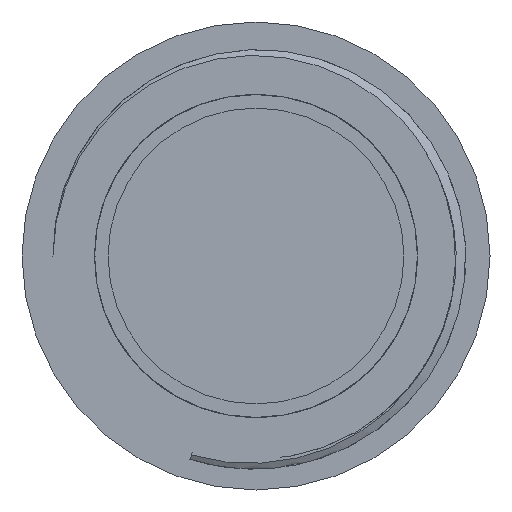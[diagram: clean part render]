
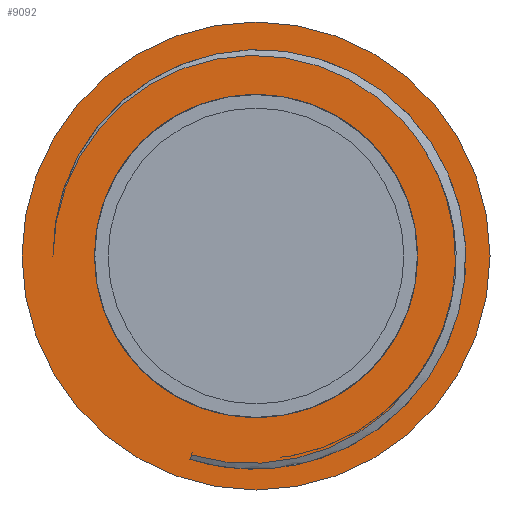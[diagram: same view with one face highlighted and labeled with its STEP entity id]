
A CAD part, left-side view. The second image highlights one B-rep face of the part: STEP entity #9092.
In plain terms, the highlighted planar face has unit normal (-1, 0, 0).
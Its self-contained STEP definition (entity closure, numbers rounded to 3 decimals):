
#3567=CARTESIAN_POINT('',(0.,0.,0.));
#3568=DIRECTION('',(-1.,0.,0.));
#3569=DIRECTION('',(0.,-1.,0.));
#3570=AXIS2_PLACEMENT_3D('',#3567,#3568,#3569);
#3572=CARTESIAN_POINT('',(0.,0.,0.));
#3573=DIRECTION('',(-1.,0.,0.));
#3574=DIRECTION('',(0.,1.,0.));
#3575=AXIS2_PLACEMENT_3D('',#3572,#3573,#3574);
#3577=CARTESIAN_POINT('',(0.,7.55,0.));
#3578=CARTESIAN_POINT('',(0.,7.554,0.37));
#3579=CARTESIAN_POINT('',(0.,7.508,1.103));
#3580=CARTESIAN_POINT('',(0.,7.277,2.194));
#3581=CARTESIAN_POINT('',(0.,6.89,3.235));
#3582=CARTESIAN_POINT('',(0.,6.355,4.211));
#3583=CARTESIAN_POINT('',(0.,5.681,5.102));
#3584=CARTESIAN_POINT('',(0.,4.886,5.882));
#3585=CARTESIAN_POINT('',(0.,3.982,6.542));
#3586=CARTESIAN_POINT('',(0.,2.993,7.062));
#3587=CARTESIAN_POINT('',(0.,1.937,7.434));
#3588=CARTESIAN_POINT('',(0.,0.834,7.648));
#3589=CARTESIAN_POINT('',(0.,-0.285,7.7));
#3590=CARTESIAN_POINT('',(0.,-1.405,7.588));
#3591=CARTESIAN_POINT('',(0.,-2.496,7.314));
#3592=CARTESIAN_POINT('',(0.,-3.536,6.885));
#3593=CARTESIAN_POINT('',(0.,-4.507,6.307));
#3594=CARTESIAN_POINT('',(0.,-5.38,5.597));
#3595=CARTESIAN_POINT('',(0.,-6.146,4.762));
#3596=CARTESIAN_POINT('',(0.,-6.781,3.828));
#3597=CARTESIAN_POINT('',(0.,-7.275,2.808));
#3598=CARTESIAN_POINT('',(0.,-7.617,1.725));
#3599=CARTESIAN_POINT('',(0.,-7.798,0.608));
#3600=CARTESIAN_POINT('',(0.,-7.815,-0.534));
#3601=CARTESIAN_POINT('',(0.,-7.668,-1.656));
#3602=CARTESIAN_POINT('',(0.,-7.357,-2.755));
#3603=CARTESIAN_POINT('',(0.,-6.891,-3.796));
#3604=CARTESIAN_POINT('',(0.,-6.278,-4.762));
#3605=CARTESIAN_POINT('',(0.,-5.528,-5.63));
#3606=CARTESIAN_POINT('',(0.,-4.676,-6.369));
#3607=CARTESIAN_POINT('',(0.,-3.75,-6.964));
#3608=CARTESIAN_POINT('',(0.,-2.84,-7.387));
#3609=CARTESIAN_POINT('',(0.,-2.007,-7.66));
#3610=CARTESIAN_POINT('',(0.,-1.23,-7.829));
#3611=CARTESIAN_POINT('',(0.,-0.489,-7.916));
#3612=CARTESIAN_POINT('',(0.,0.251,-7.935));
#3613=CARTESIAN_POINT('',(0.,1.,-7.884));
#3614=CARTESIAN_POINT('',(0.,1.74,-7.762));
#3615=CARTESIAN_POINT('',(0.,2.22,-7.635));
#3616=CARTESIAN_POINT('',(0.,2.457,-7.561));
#3618=CARTESIAN_POINT('',(0.,7.55,0.));
#3619=CARTESIAN_POINT('',(0.,7.547,0.365));
#3620=CARTESIAN_POINT('',(0.,7.489,1.085));
#3621=CARTESIAN_POINT('',(0.,7.248,2.147));
#3622=CARTESIAN_POINT('',(0.,6.857,3.161));
#3623=CARTESIAN_POINT('',(0.,6.325,4.108));
#3624=CARTESIAN_POINT('',(0.,5.664,4.969));
#3625=CARTESIAN_POINT('',(0.,4.886,5.724));
#3626=CARTESIAN_POINT('',(0.,4.008,6.36));
#3627=CARTESIAN_POINT('',(0.,3.049,6.862));
#3628=CARTESIAN_POINT('',(0.,2.028,7.221));
#3629=CARTESIAN_POINT('',(0.,0.968,7.429));
#3630=CARTESIAN_POINT('',(0.,-0.111,7.483));
#3631=CARTESIAN_POINT('',(0.,-1.185,7.381));
#3632=CARTESIAN_POINT('',(0.,-2.233,7.125));
#3633=CARTESIAN_POINT('',(0.,-3.232,6.722));
#3634=CARTESIAN_POINT('',(0.,-4.161,6.179));
#3635=CARTESIAN_POINT('',(0.,-5.002,5.51));
#3636=CARTESIAN_POINT('',(0.,-5.738,4.725));
#3637=CARTESIAN_POINT('',(0.,-6.146,4.14));
#3638=CARTESIAN_POINT('',(0.,-6.33,3.83));
#3640=CARTESIAN_POINT('',(0.,-6.404,-3.875));
#3641=CARTESIAN_POINT('',(0.,-6.583,-3.559));
#3642=CARTESIAN_POINT('',(0.,-6.889,-2.921));
#3643=CARTESIAN_POINT('',(0.,-7.199,-1.975));
#3644=CARTESIAN_POINT('',(0.,-7.385,-0.989));
#3645=CARTESIAN_POINT('',(0.,-7.439,0.006));
#3646=CARTESIAN_POINT('',(0.,-7.362,1.));
#3647=CARTESIAN_POINT('',(0.,-7.155,1.975));
#3648=CARTESIAN_POINT('',(0.,-6.822,2.915));
#3649=CARTESIAN_POINT('',(0.,-6.51,3.528));
#3650=CARTESIAN_POINT('',(0.,-6.33,3.83));
#3652=CARTESIAN_POINT('',(0.,2.403,-7.396));
#3653=CARTESIAN_POINT('',(0.,2.176,-7.463));
#3654=CARTESIAN_POINT('',(0.,1.717,-7.576));
#3655=CARTESIAN_POINT('',(0.,1.011,-7.682));
#3656=CARTESIAN_POINT('',(0.,0.298,-7.722));
#3657=CARTESIAN_POINT('',(0.,-0.41,-7.697));
#3658=CARTESIAN_POINT('',(0.,-1.117,-7.607));
#3659=CARTESIAN_POINT('',(0.,-1.853,-7.441));
#3660=CARTESIAN_POINT('',(0.,-2.629,-7.183));
#3661=CARTESIAN_POINT('',(0.,-3.468,-6.792));
#3662=CARTESIAN_POINT('',(0.,-4.298,-6.267));
#3663=CARTESIAN_POINT('',(0.,-5.018,-5.666));
#3664=CARTESIAN_POINT('',(0.,-5.587,-5.064));
#3665=CARTESIAN_POINT('',(0.,-6.043,-4.471));
#3666=CARTESIAN_POINT('',(0.,-6.292,-4.073));
#3667=CARTESIAN_POINT('',(0.,-6.404,-3.875));
#3669=DIRECTION('',(0.,-0.309,0.951));
#3670=VECTOR('',#3669,0.173);
#3671=CARTESIAN_POINT('',(0.,2.457,-7.561));
#3672=LINE('',#3671,#3670);
#3686=CARTESIAN_POINT('',(0.,0.,0.));
#3687=DIRECTION('',(1.,0.,0.));
#3688=DIRECTION('',(0.,-1.,0.));
#3689=AXIS2_PLACEMENT_3D('',#3686,#3687,#3688);
#3691=CARTESIAN_POINT('',(0.,0.,0.));
#3692=DIRECTION('',(-1.,0.,0.));
#3693=DIRECTION('',(0.,-1.,0.));
#3694=AXIS2_PLACEMENT_3D('',#3691,#3692,#3693);
#4838=CARTESIAN_POINT('',(0.,-8.7,0.));
#4839=CARTESIAN_POINT('',(0.,8.7,0.));
#4840=VERTEX_POINT('',#4838);
#4841=VERTEX_POINT('',#4839);
#4846=CARTESIAN_POINT('',(0.,-6.,0.));
#4847=CARTESIAN_POINT('',(0.,6.,0.));
#4848=VERTEX_POINT('',#4846);
#4849=VERTEX_POINT('',#4847);
#5034=VERTEX_POINT('',#3577);
#5035=VERTEX_POINT('',#3616);
#5036=VERTEX_POINT('',#3652);
#5037=VERTEX_POINT('',#3667);
#5058=VERTEX_POINT('',#3650);
#9066=CARTESIAN_POINT('',(0.,0.,0.));
#9067=DIRECTION('',(-1.,0.,0.));
#9068=DIRECTION('',(0.,1.,0.));
#9069=AXIS2_PLACEMENT_3D('',#9066,#9067,#9068);
#9070=PLANE('',#9069);
#9072=ORIENTED_EDGE('',*,*,#9071,.T.);
#9074=ORIENTED_EDGE('',*,*,#9073,.F.);
#9075=EDGE_LOOP('',(#9072,#9074));
#9076=FACE_OUTER_BOUND('',#9075,.F.);
#9077=ORIENTED_EDGE('',*,*,#5502,.T.);
#9078=ORIENTED_EDGE('',*,*,#6343,.T.);
#9079=EDGE_LOOP('',(#9077,#9078));
#9080=FACE_BOUND('',#9079,.F.);
#9082=ORIENTED_EDGE('',*,*,#9081,.F.);
#9083=ORIENTED_EDGE('',*,*,#8764,.T.);
#9085=ORIENTED_EDGE('',*,*,#9084,.F.);
#9087=ORIENTED_EDGE('',*,*,#9086,.F.);
#9089=ORIENTED_EDGE('',*,*,#9088,.F.);
#9090=EDGE_LOOP('',(#9082,#9083,#9085,#9087,#9089));
#9091=FACE_BOUND('',#9090,.F.);
#3571=CIRCLE('',#3570,6.);
#3576=CIRCLE('',#3575,6.);
#3617=B_SPLINE_CURVE_WITH_KNOTS('',3,(#3577,#3578,#3579,#3580,#3581,#3582,#3583,
#3584,#3585,#3586,#3587,#3588,#3589,#3590,#3591,#3592,#3593,#3594,#3595,#3596,
#3597,#3598,#3599,#3600,#3601,#3602,#3603,#3604,#3605,#3606,#3607,#3608,#3609,
#3610,#3611,#3612,#3613,#3614,#3615,#3616),.UNSPECIFIED.,.F.,.F.,(4,1,1,1,1,1,1,
1,1,1,1,1,1,1,1,1,1,1,1,1,1,1,1,1,1,1,1,1,1,1,1,1,1,1,1,1,1,4),(0.,
0.027,0.054,0.081,0.108,
0.135,0.162,0.189,0.216,
0.243,0.27,0.297,0.324,
0.351,0.378,0.405,0.432,
0.459,0.486,0.514,0.541,
0.568,0.595,0.622,0.649,
0.676,0.703,0.73,0.757,
0.784,0.811,0.838,0.865,
0.892,0.919,0.946,0.973,1.),
.UNSPECIFIED.);
#3639=B_SPLINE_CURVE_WITH_KNOTS('',3,(#3618,#3619,#3620,#3621,#3622,#3623,#3624,
#3625,#3626,#3627,#3628,#3629,#3630,#3631,#3632,#3633,#3634,#3635,#3636,#3637,
#3638),.UNSPECIFIED.,.F.,.F.,(4,1,1,1,1,1,1,1,1,1,1,1,1,1,1,1,1,1,4),(0.,
0.056,0.111,0.167,0.222,
0.278,0.333,0.389,0.444,0.5,
0.556,0.611,0.667,0.722,
0.778,0.833,0.889,0.944,1.),
.UNSPECIFIED.);
#3651=B_SPLINE_CURVE_WITH_KNOTS('',3,(#3640,#3641,#3642,#3643,#3644,#3645,#3646,
#3647,#3648,#3649,#3650),.UNSPECIFIED.,.F.,.F.,(4,1,1,1,1,1,1,1,4),(0.,
0.125,0.25,0.375,0.5,0.625,0.75,0.875,1.),.UNSPECIFIED.);
#3668=B_SPLINE_CURVE_WITH_KNOTS('',3,(#3652,#3653,#3654,#3655,#3656,#3657,#3658,
#3659,#3660,#3661,#3662,#3663,#3664,#3665,#3666,#3667),.UNSPECIFIED.,.F.,.F.,(4,
1,1,1,1,1,1,1,1,1,1,1,1,4),(0.,0.077,0.154,
0.231,0.308,0.385,0.462,
0.538,0.615,0.692,0.769,
0.846,0.923,1.),.UNSPECIFIED.);
#3690=CIRCLE('',#3689,8.7);
#3695=CIRCLE('',#3694,8.7);
#5502=EDGE_CURVE('',#4848,#4849,#3571,.T.);
#6343=EDGE_CURVE('',#4849,#4848,#3576,.T.);
#8764=EDGE_CURVE('',#5034,#5058,#3639,.T.);
#9071=EDGE_CURVE('',#4840,#4841,#3690,.T.);
#9073=EDGE_CURVE('',#4840,#4841,#3695,.T.);
#9081=EDGE_CURVE('',#5034,#5035,#3617,.T.);
#9084=EDGE_CURVE('',#5037,#5058,#3651,.T.);
#9086=EDGE_CURVE('',#5036,#5037,#3668,.T.);
#9088=EDGE_CURVE('',#5035,#5036,#3672,.T.);
#9092=ADVANCED_FACE('',(#9076,#9080,#9091),#9070,.T.);
